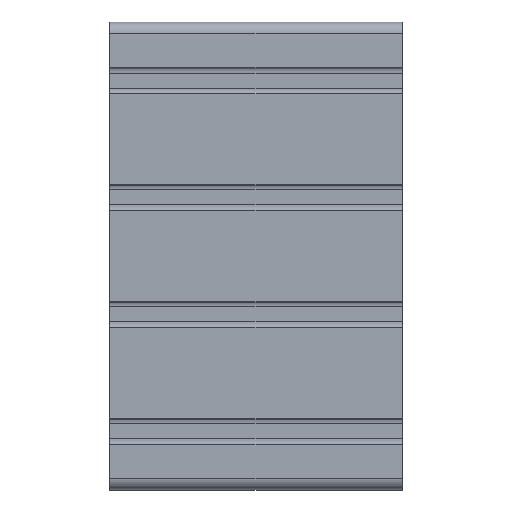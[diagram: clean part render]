
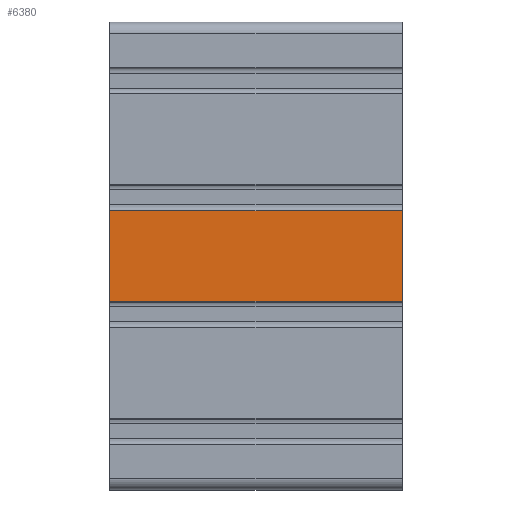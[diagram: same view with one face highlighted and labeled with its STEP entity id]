
A CAD part, top view. The second image highlights one B-rep face of the part: STEP entity #6380.
In plain terms, the highlighted planar face has unit normal (0, 0, 1).
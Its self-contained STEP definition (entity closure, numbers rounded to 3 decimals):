
#221 = ORIENTED_EDGE ( 'NONE', *, *, #476, .T. ) ;
#234 = DIRECTION ( 'NONE',  ( 0., -1., 0. ) ) ;
#476 = EDGE_CURVE ( 'NONE', #7396, #3813, #4990, .T. ) ;
#495 = LINE ( 'NONE', #2319, #5679 ) ;
#528 = VERTEX_POINT ( 'NONE', #6619 ) ;
#1062 = CARTESIAN_POINT ( 'NONE',  ( 59.184, 70.348, 20. ) ) ;
#1194 = DIRECTION ( 'NONE',  ( 0., 0., -1. ) ) ;
#1338 = AXIS2_PLACEMENT_3D ( 'NONE', #1775, #1194, #5228 ) ;
#1366 = EDGE_LOOP ( 'NONE', ( #221, #5128, #6069, #3764 ) ) ;
#1420 = VECTOR ( 'NONE', #2054, 1000. ) ;
#1509 = CARTESIAN_POINT ( 'NONE',  ( 59.184, 39.448, 20. ) ) ;
#1775 = CARTESIAN_POINT ( 'NONE',  ( 59.184, 70.348, 20. ) ) ;
#1818 = DIRECTION ( 'NONE',  ( 0., -1., 0. ) ) ;
#2054 = DIRECTION ( 'NONE',  ( -1., 0., 0. ) ) ;
#2319 = CARTESIAN_POINT ( 'NONE',  ( 59.184, 70.348, 20. ) ) ;
#3023 = CARTESIAN_POINT ( 'NONE',  ( -40.816, 70.348, 20. ) ) ;
#3301 = VERTEX_POINT ( 'NONE', #1062 ) ;
#3431 = EDGE_CURVE ( 'NONE', #3301, #528, #495, .T. ) ;
#3764 = ORIENTED_EDGE ( 'NONE', *, *, #4417, .T. ) ;
#3813 = VERTEX_POINT ( 'NONE', #4355 ) ;
#4056 = PLANE ( 'NONE',  #1338 ) ;
#4271 = VECTOR ( 'NONE', #234, 1000. ) ;
#4355 = CARTESIAN_POINT ( 'NONE',  ( -40.816, 39.448, 20. ) ) ;
#4417 = EDGE_CURVE ( 'NONE', #3301, #7396, #5880, .T. ) ;
#4635 = DIRECTION ( 'NONE',  ( -1., 0., 0. ) ) ;
#4990 = LINE ( 'NONE', #3023, #4271 ) ;
#5128 = ORIENTED_EDGE ( 'NONE', *, *, #6746, .F. ) ;
#5228 = DIRECTION ( 'NONE',  ( -1., 0., 0. ) ) ;
#5596 = VECTOR ( 'NONE', #4635, 1000. ) ;
#5679 = VECTOR ( 'NONE', #1818, 1000. ) ;
#5830 = FACE_OUTER_BOUND ( 'NONE', #1366, .T. ) ;
#5880 = LINE ( 'NONE', #7022, #5596 ) ;
#6069 = ORIENTED_EDGE ( 'NONE', *, *, #3431, .F. ) ;
#6380 = ADVANCED_FACE ( 'NONE', ( #5830 ), #4056, .F. ) ;
#6619 = CARTESIAN_POINT ( 'NONE',  ( 59.184, 39.448, 20. ) ) ;
#6746 = EDGE_CURVE ( 'NONE', #528, #3813, #7023, .T. ) ;
#7022 = CARTESIAN_POINT ( 'NONE',  ( 59.184, 70.348, 20. ) ) ;
#7023 = LINE ( 'NONE', #1509, #1420 ) ;
#7157 = CARTESIAN_POINT ( 'NONE',  ( -40.816, 70.348, 20. ) ) ;
#7396 = VERTEX_POINT ( 'NONE', #7157 ) ;
